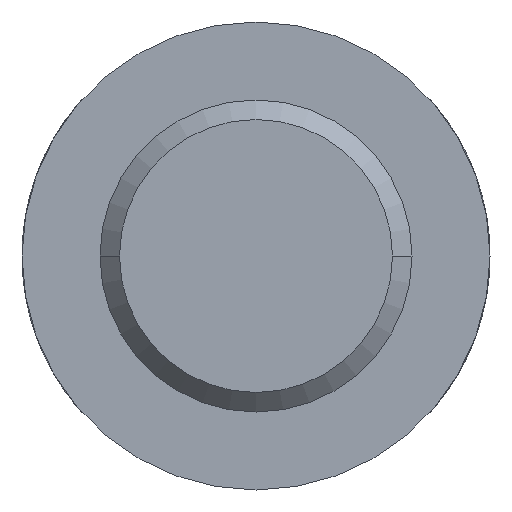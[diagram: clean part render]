
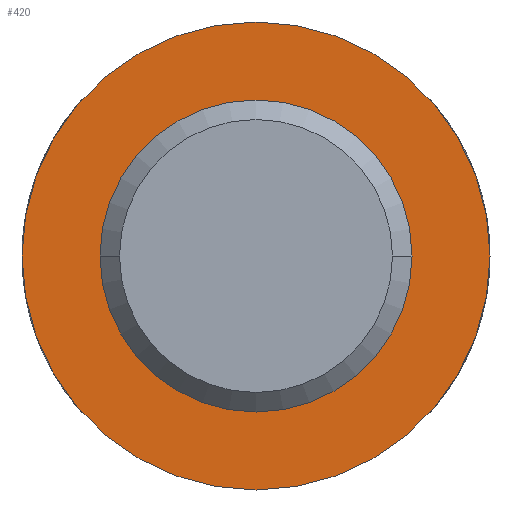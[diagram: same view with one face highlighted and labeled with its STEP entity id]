
A CAD part, front view. The second image highlights one B-rep face of the part: STEP entity #420.
In plain terms, the highlighted planar face has unit normal (0, -1, 0).
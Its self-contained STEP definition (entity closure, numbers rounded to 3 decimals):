
#97=CARTESIAN_POINT('',(0.,-59.,0.));
#98=DIRECTION('',(0.,1.,0.));
#99=DIRECTION('',(1.,0.,0.));
#100=AXIS2_PLACEMENT_3D('',#97,#98,#99);
#162=CARTESIAN_POINT('',(0.,-59.,0.));
#163=DIRECTION('',(0.,-1.,0.));
#164=DIRECTION('',(1.,0.,0.));
#165=AXIS2_PLACEMENT_3D('',#162,#163,#164);
#171=CARTESIAN_POINT('',(0.,-59.,0.));
#172=DIRECTION('',(0.,1.,0.));
#173=DIRECTION('',(1.,0.,0.));
#174=AXIS2_PLACEMENT_3D('',#171,#172,#173);
#176=CARTESIAN_POINT('',(0.,-59.,0.));
#177=DIRECTION('',(0.,-1.,0.));
#178=DIRECTION('',(1.,0.,0.));
#179=AXIS2_PLACEMENT_3D('',#176,#177,#178);
#221=CARTESIAN_POINT('',(4.,-59.,0.));
#222=CARTESIAN_POINT('',(-4.,-59.,0.));
#223=VERTEX_POINT('',#221);
#224=VERTEX_POINT('',#222);
#225=CARTESIAN_POINT('',(6.,-59.,0.));
#226=CARTESIAN_POINT('',(-6.,-59.,0.));
#227=VERTEX_POINT('',#225);
#228=VERTEX_POINT('',#226);
#405=CARTESIAN_POINT('',(0.,-59.,0.));
#406=DIRECTION('',(0.,1.,0.));
#407=DIRECTION('',(1.,0.,0.));
#408=AXIS2_PLACEMENT_3D('',#405,#406,#407);
#409=PLANE('',#408);
#410=ORIENTED_EDGE('',*,*,#399,.F.);
#411=ORIENTED_EDGE('',*,*,#353,.T.);
#412=EDGE_LOOP('',(#410,#411));
#413=FACE_OUTER_BOUND('',#412,.F.);
#415=ORIENTED_EDGE('',*,*,#414,.F.);
#417=ORIENTED_EDGE('',*,*,#416,.T.);
#418=EDGE_LOOP('',(#415,#417));
#419=FACE_BOUND('',#418,.F.);
#420=ADVANCED_FACE('',(#413,#419),#409,.F.);
#101=CIRCLE('',#100,6.);
#166=CIRCLE('',#165,6.);
#175=CIRCLE('',#174,4.);
#180=CIRCLE('',#179,4.);
#353=EDGE_CURVE('',#227,#228,#101,.T.);
#399=EDGE_CURVE('',#227,#228,#166,.T.);
#414=EDGE_CURVE('',#223,#224,#175,.T.);
#416=EDGE_CURVE('',#223,#224,#180,.T.);
